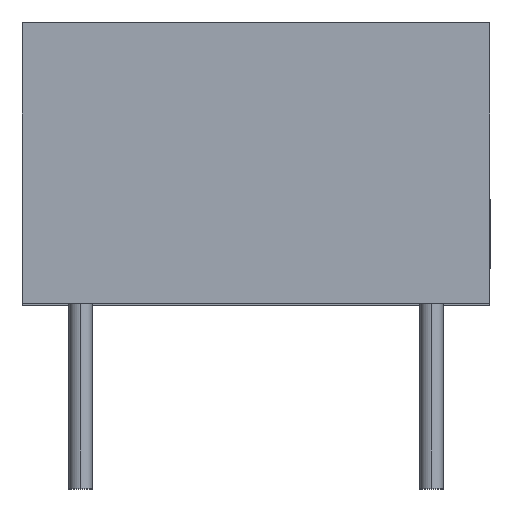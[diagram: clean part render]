
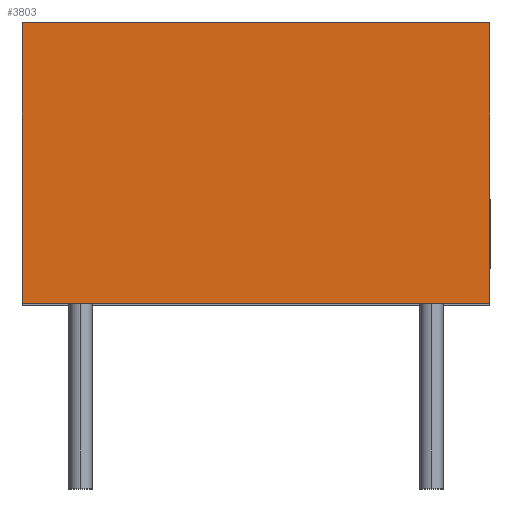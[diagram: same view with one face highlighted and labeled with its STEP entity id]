
A CAD part, top view. The second image highlights one B-rep face of the part: STEP entity #3803.
In plain terms, the highlighted planar face has unit normal (0, 0, 1).
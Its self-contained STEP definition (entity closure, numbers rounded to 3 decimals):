
#1365 = VERTEX_POINT ( 'NONE', #2415 ) ;
#1366 = VERTEX_POINT ( 'NONE', #2416 ) ;
#1381 = VERTEX_POINT ( 'NONE', #2431 ) ;
#1386 = VERTEX_POINT ( 'NONE', #2436 ) ;
#1665 = EDGE_LOOP ( 'NONE', ( #1873, #1872, #1871, #1874 ) ) ;
#1871 = ORIENTED_EDGE ( 'NONE', *, *, #6632, .T. ) ;
#1872 = ORIENTED_EDGE ( 'NONE', *, *, #6637, .F. ) ;
#1873 = ORIENTED_EDGE ( 'NONE', *, *, #9859, .F. ) ;
#1874 = ORIENTED_EDGE ( 'NONE', *, *, #6644, .T. ) ;
#2415 = CARTESIAN_POINT ( 'NONE',  ( -5.08, 0., 9.53 ) ) ;
#2416 = CARTESIAN_POINT ( 'NONE',  ( 5.08, 0., 9.53 ) ) ;
#2431 = CARTESIAN_POINT ( 'NONE',  ( 5.08, -6.1, 9.53 ) ) ;
#2436 = CARTESIAN_POINT ( 'NONE',  ( -5.08, -6.1, 9.53 ) ) ;
#3803 = ADVANCED_FACE ( 'NONE', ( #12035 ), #5701, .T. ) ;
#4672 = LINE ( 'NONE', #4673, #5497 ) ;
#4673 = CARTESIAN_POINT ( 'NONE',  ( -5.08, 0., 9.53 ) ) ;
#4674 = DIRECTION ( 'NONE',  ( 1., 0., 0. ) ) ;
#5497 = VECTOR ( 'NONE', #4674, 1000. ) ;
#5701 = PLANE ( 'NONE',  #12036 ) ;
#5702 = CARTESIAN_POINT ( 'NONE',  ( -5.08, -6.1, 9.53 ) ) ;
#5703 = DIRECTION ( 'NONE',  ( 0., 0., 1. ) ) ;
#5704 = DIRECTION ( 'NONE',  ( 1., 0., 0. ) ) ;
#6632 = EDGE_CURVE ( 'NONE', #1386, #1381, #9338, .T. ) ;
#6637 = EDGE_CURVE ( 'NONE', #1386, #1365, #9353, .T. ) ;
#6644 = EDGE_CURVE ( 'NONE', #1381, #1366, #9374, .T. ) ;
#8177 = VECTOR ( 'NONE', #9340, 1000. ) ;
#8182 = VECTOR ( 'NONE', #9355, 1000. ) ;
#8189 = VECTOR ( 'NONE', #9376, 1000. ) ;
#9338 = LINE ( 'NONE', #9339, #8177 ) ;
#9339 = CARTESIAN_POINT ( 'NONE',  ( -5.08, -6.1, 9.53 ) ) ;
#9340 = DIRECTION ( 'NONE',  ( 1., 0., 0. ) ) ;
#9353 = LINE ( 'NONE', #9354, #8182 ) ;
#9354 = CARTESIAN_POINT ( 'NONE',  ( -5.08, -6.1, 9.53 ) ) ;
#9355 = DIRECTION ( 'NONE',  ( 0., 1., 0. ) ) ;
#9374 = LINE ( 'NONE', #9375, #8189 ) ;
#9375 = CARTESIAN_POINT ( 'NONE',  ( 5.08, -6.1, 9.53 ) ) ;
#9376 = DIRECTION ( 'NONE',  ( 0., 1., 0. ) ) ;
#9859 = EDGE_CURVE ( 'NONE', #1365, #1366, #4672, .T. ) ;
#12035 = FACE_OUTER_BOUND ( 'NONE', #1665, .T. ) ;
#12036 = AXIS2_PLACEMENT_3D ( 'NONE', #5702, #5703, #5704 ) ;
